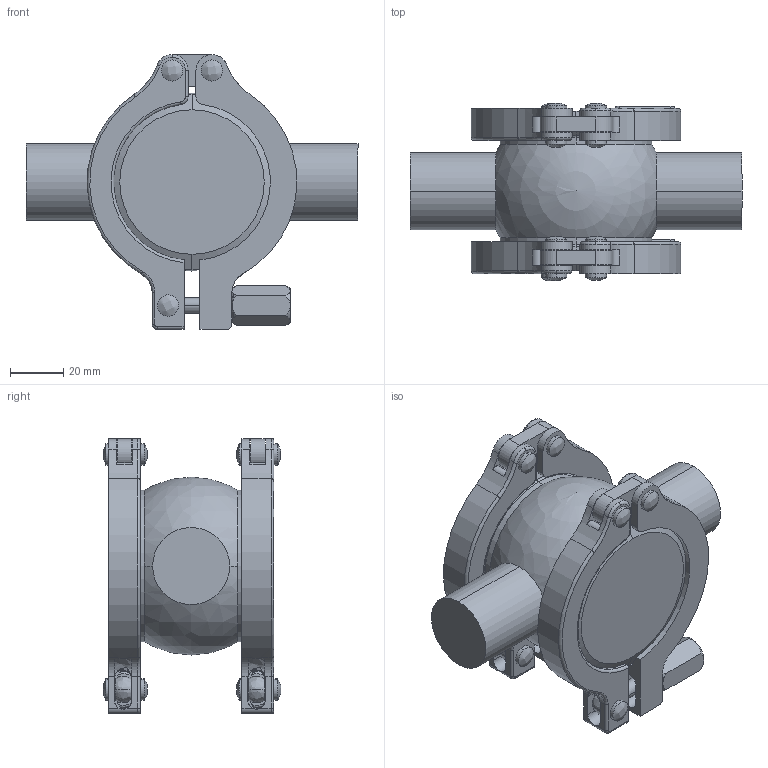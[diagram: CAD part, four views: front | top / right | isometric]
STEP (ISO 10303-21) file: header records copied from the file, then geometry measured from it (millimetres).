
FILE_DESCRIPTION (( 'STEP AP214' ), '1' );
FILE_NAME ('7100025020-xxx.STEP', '2015-11-23T07:28:04', ( 'install' ), ( 'Microsoft' ), 'SwSTEP 2.0', 'SolidWorks 2015', '' );
FILE_SCHEMA (( 'AUTOMOTIVE_DESIGN' ));
Length unit declared in the file: millimetre
Products named in the file (1): 7100025020-xxx
Bounding box: 125 x 66.69 x 103.5 mm (x, y, z)
Volume: 287053.6 mm3; surface area: 60099.3 mm2
Topology: 1 solids, 1 shells, 352 faces, 932 edges, 588 vertices
Faces by surface type: cylinder 154, plane 90, cone 42, torus 40, bspline 24, sphere 2
Entity records: 12830 total; most frequent: CARTESIAN_POINT 4003, DIRECTION 1914, ORIENTED_EDGE 1848, EDGE_CURVE 924, AXIS2_PLACEMENT_3D 793, VERTEX_POINT 586, CIRCLE 464, EDGE_LOOP 396
